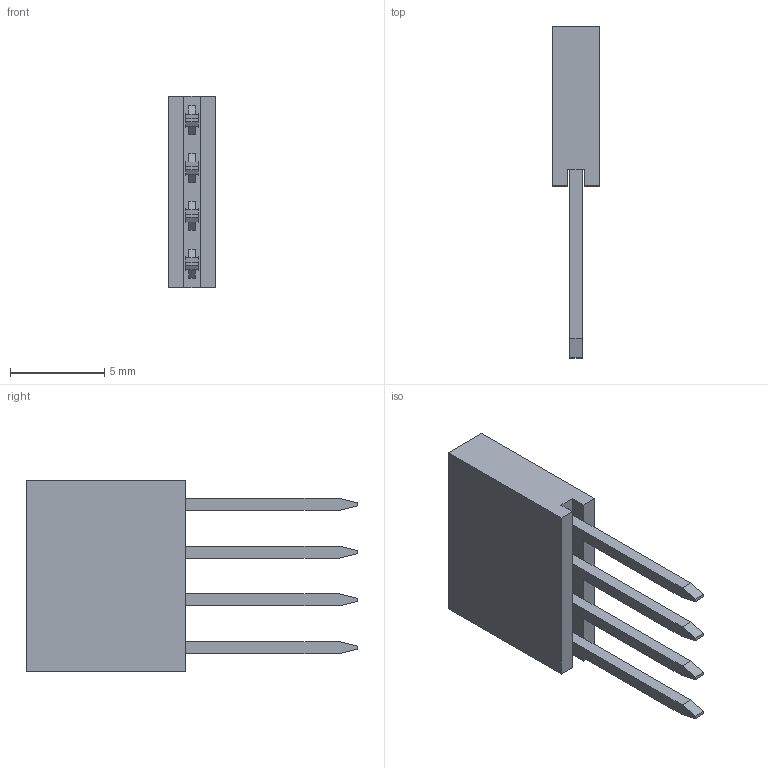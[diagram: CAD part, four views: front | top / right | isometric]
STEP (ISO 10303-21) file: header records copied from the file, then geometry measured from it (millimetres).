
FILE_DESCRIPTION (( 'STEP AP214' ), '1' );
FILE_NAME ('1x4.STEP', '2019-03-31T20:01:40', ( '' ), ( '' ), 'SwSTEP 2.0', 'SolidWorks 2014', '' );
FILE_SCHEMA (( 'AUTOMOTIVE_DESIGN' ));
Length unit declared in the file: millimetre
Products named in the file (1): 1x4
Bounding box: 2.54 x 17.64 x 10.16 mm (x, y, z)
Volume: 222.1 mm3; surface area: 615.5 mm2
Topology: 5 solids, 5 shells, 146 faces, 392 edges, 256 vertices
Faces by surface type: plane 142, cylinder 4
Entity records: 5620 total; most frequent: CARTESIAN_POINT 795, ORIENTED_EDGE 784, DIRECTION 694, EDGE_CURVE 392, LINE 384, VECTOR 384, VERTEX_POINT 256, AXIS2_PLACEMENT_3D 155
